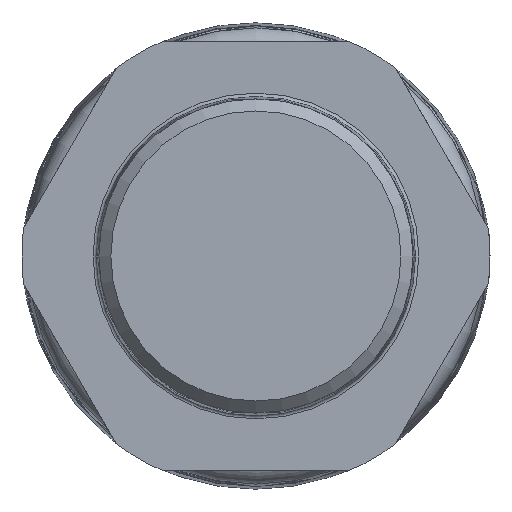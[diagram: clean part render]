
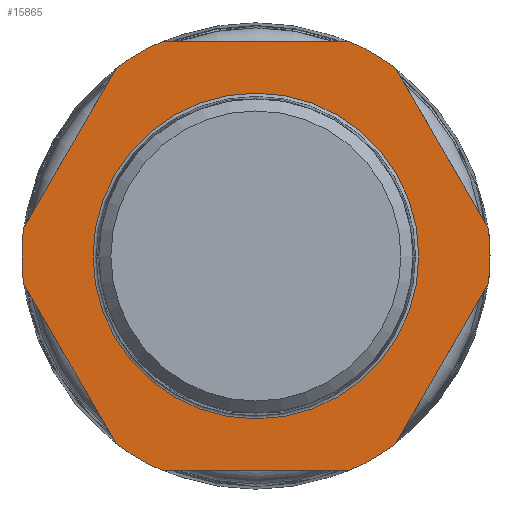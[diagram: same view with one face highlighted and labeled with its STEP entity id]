
A CAD part, left-side view. The second image highlights one B-rep face of the part: STEP entity #15865.
In plain terms, the highlighted planar face has unit normal (-1, 0, 0).
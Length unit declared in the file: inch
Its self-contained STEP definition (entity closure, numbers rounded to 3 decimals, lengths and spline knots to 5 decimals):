
#570=FACE_BOUND('',#4638,.T.);
#1773=LINE('',#33006,#2387);
#1774=LINE('',#33010,#2388);
#1775=LINE('',#33014,#2389);
#1776=LINE('',#33018,#2390);
#1777=LINE('',#33022,#2391);
#1778=LINE('',#33026,#2392);
#2387=VECTOR('',#21220,0.3937);
#2388=VECTOR('',#21223,0.3937);
#2389=VECTOR('',#21226,0.3937);
#2390=VECTOR('',#21229,0.3937);
#2391=VECTOR('',#21232,0.3937);
#2392=VECTOR('',#21235,0.3937);
#2897=PLANE('',#17464);
#3744=FACE_OUTER_BOUND('',#4637,.T.);
#4637=EDGE_LOOP('',(#13847,#13848,#13849,#13850,#13851,#13852,#13853,#13854,
#13855,#13856,#13857,#13858));
#4638=EDGE_LOOP('',(#13859,#13860));
#5453=CIRCLE('',#17458,0.96969);
#5454=CIRCLE('',#17459,0.96969);
#5458=CIRCLE('',#17465,1.3937);
#5459=CIRCLE('',#17466,1.3937);
#5460=CIRCLE('',#17467,1.3937);
#5461=CIRCLE('',#17468,1.3937);
#5462=CIRCLE('',#17469,1.3937);
#5463=CIRCLE('',#17470,1.3937);
#6925=VERTEX_POINT('',#32991);
#6926=VERTEX_POINT('',#32993);
#6929=VERTEX_POINT('',#33004);
#6930=VERTEX_POINT('',#33005);
#6931=VERTEX_POINT('',#33007);
#6932=VERTEX_POINT('',#33009);
#6933=VERTEX_POINT('',#33011);
#6934=VERTEX_POINT('',#33013);
#6935=VERTEX_POINT('',#33015);
#6936=VERTEX_POINT('',#33017);
#6937=VERTEX_POINT('',#33019);
#6938=VERTEX_POINT('',#33021);
#6939=VERTEX_POINT('',#33023);
#6940=VERTEX_POINT('',#33025);
#9241=EDGE_CURVE('',#6925,#6926,#5453,.T.);
#9242=EDGE_CURVE('',#6926,#6925,#5454,.T.);
#9247=EDGE_CURVE('',#6929,#6930,#1773,.T.);
#9248=EDGE_CURVE('',#6931,#6930,#5458,.T.);
#9249=EDGE_CURVE('',#6931,#6932,#1774,.T.);
#9250=EDGE_CURVE('',#6933,#6932,#5459,.T.);
#9251=EDGE_CURVE('',#6933,#6934,#1775,.T.);
#9252=EDGE_CURVE('',#6935,#6934,#5460,.T.);
#9253=EDGE_CURVE('',#6935,#6936,#1776,.T.);
#9254=EDGE_CURVE('',#6937,#6936,#5461,.T.);
#9255=EDGE_CURVE('',#6937,#6938,#1777,.T.);
#9256=EDGE_CURVE('',#6939,#6938,#5462,.T.);
#9257=EDGE_CURVE('',#6939,#6940,#1778,.T.);
#9258=EDGE_CURVE('',#6929,#6940,#5463,.T.);
#13847=ORIENTED_EDGE('',*,*,#9247,.T.);
#13848=ORIENTED_EDGE('',*,*,#9248,.F.);
#13849=ORIENTED_EDGE('',*,*,#9249,.T.);
#13850=ORIENTED_EDGE('',*,*,#9250,.F.);
#13851=ORIENTED_EDGE('',*,*,#9251,.T.);
#13852=ORIENTED_EDGE('',*,*,#9252,.F.);
#13853=ORIENTED_EDGE('',*,*,#9253,.T.);
#13854=ORIENTED_EDGE('',*,*,#9254,.F.);
#13855=ORIENTED_EDGE('',*,*,#9255,.T.);
#13856=ORIENTED_EDGE('',*,*,#9256,.F.);
#13857=ORIENTED_EDGE('',*,*,#9257,.T.);
#13858=ORIENTED_EDGE('',*,*,#9258,.F.);
#13859=ORIENTED_EDGE('',*,*,#9242,.F.);
#13860=ORIENTED_EDGE('',*,*,#9241,.F.);
#15865=ADVANCED_FACE('',(#3744,#570),#2897,.T.);
#17458=AXIS2_PLACEMENT_3D('',#32994,#21205,#21206);
#17459=AXIS2_PLACEMENT_3D('',#32995,#21207,#21208);
#17464=AXIS2_PLACEMENT_3D('',#33003,#21218,#21219);
#17465=AXIS2_PLACEMENT_3D('',#33008,#21221,#21222);
#17466=AXIS2_PLACEMENT_3D('',#33012,#21224,#21225);
#17467=AXIS2_PLACEMENT_3D('',#33016,#21227,#21228);
#17468=AXIS2_PLACEMENT_3D('',#33020,#21230,#21231);
#17469=AXIS2_PLACEMENT_3D('',#33024,#21233,#21234);
#17470=AXIS2_PLACEMENT_3D('',#33027,#21236,#21237);
#21205=DIRECTION('center_axis',(-1.,0.,0.));
#21206=DIRECTION('ref_axis',(0.,1.,0.));
#21207=DIRECTION('center_axis',(-1.,0.,0.));
#21208=DIRECTION('ref_axis',(0.,1.,0.));
#21218=DIRECTION('center_axis',(-1.,0.,0.));
#21219=DIRECTION('ref_axis',(0.,1.,0.));
#21220=DIRECTION('',(0.,0.5,0.866));
#21221=DIRECTION('center_axis',(1.,0.,0.));
#21222=DIRECTION('ref_axis',(0.,-1.,0.));
#21223=DIRECTION('',(0.,1.,0.));
#21224=DIRECTION('center_axis',(1.,0.,0.));
#21225=DIRECTION('ref_axis',(0.,-1.,0.));
#21226=DIRECTION('',(0.,0.5,-0.866));
#21227=DIRECTION('center_axis',(1.,0.,0.));
#21228=DIRECTION('ref_axis',(0.,-1.,0.));
#21229=DIRECTION('',(0.,-0.5,-0.866));
#21230=DIRECTION('center_axis',(1.,0.,0.));
#21231=DIRECTION('ref_axis',(0.,-1.,0.));
#21232=DIRECTION('',(0.,-1.,0.));
#21233=DIRECTION('center_axis',(1.,0.,0.));
#21234=DIRECTION('ref_axis',(0.,-1.,0.));
#21235=DIRECTION('',(0.,-0.5,0.866));
#21236=DIRECTION('center_axis',(1.,0.,0.));
#21237=DIRECTION('ref_axis',(0.,-1.,0.));
#32991=CARTESIAN_POINT('',(-1.40748,0.96969,0.));
#32993=CARTESIAN_POINT('',(-1.40748,-0.96969,0.));
#32994=CARTESIAN_POINT('Origin',(-1.40748,0.,
0.));
#32995=CARTESIAN_POINT('Origin',(-1.40748,0.,
0.));
#33003=CARTESIAN_POINT('Origin',(-1.40748,0.,
-1.3937));
#33004=CARTESIAN_POINT('',(-1.40748,-1.38433,0.16132));
#33005=CARTESIAN_POINT('',(-1.40748,-0.83187,1.11821));
#33006=CARTESIAN_POINT('',(-1.40748,-1.54796,-0.1221));
#33007=CARTESIAN_POINT('',(-1.40748,-0.55246,1.27953));
#33008=CARTESIAN_POINT('Origin',(-1.40748,0.,
0.));
#33009=CARTESIAN_POINT('',(-1.40748,0.55246,1.27953));
#33010=CARTESIAN_POINT('',(-1.40748,-0.27623,1.27953));
#33011=CARTESIAN_POINT('',(-1.40748,0.83187,1.11821));
#33012=CARTESIAN_POINT('Origin',(-1.40748,0.,
0.));
#33013=CARTESIAN_POINT('',(-1.40748,1.38433,0.16132));
#33014=CARTESIAN_POINT('',(-1.40748,1.27173,0.35635));
#33015=CARTESIAN_POINT('',(-1.40748,1.38433,-0.16132));
#33016=CARTESIAN_POINT('Origin',(-1.40748,0.,
0.));
#33017=CARTESIAN_POINT('',(-1.40748,0.83187,-1.11821));
#33018=CARTESIAN_POINT('',(-1.40748,0.94447,-0.92318));
#33019=CARTESIAN_POINT('',(-1.40748,0.55246,-1.27953));
#33020=CARTESIAN_POINT('Origin',(-1.40748,0.,
0.));
#33021=CARTESIAN_POINT('',(-1.40748,-0.55246,-1.27953));
#33022=CARTESIAN_POINT('',(-1.40748,0.27623,-1.27953));
#33023=CARTESIAN_POINT('',(-1.40748,-0.83187,-1.11821));
#33024=CARTESIAN_POINT('Origin',(-1.40748,0.,
0.));
#33025=CARTESIAN_POINT('',(-1.40748,-1.38433,-0.16132));
#33026=CARTESIAN_POINT('',(-1.40748,-0.66824,-1.40162));
#33027=CARTESIAN_POINT('Origin',(-1.40748,0.,
0.));
